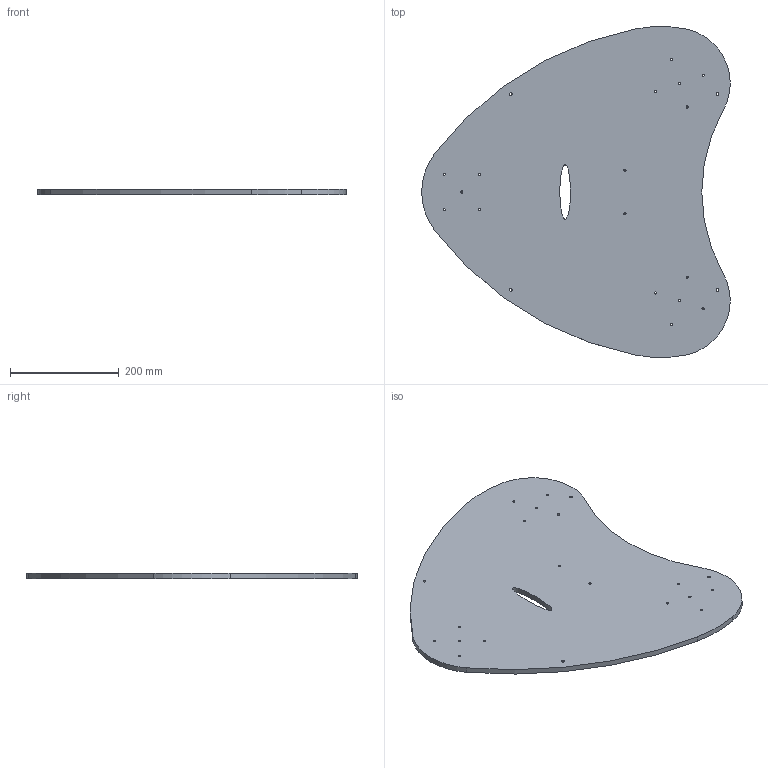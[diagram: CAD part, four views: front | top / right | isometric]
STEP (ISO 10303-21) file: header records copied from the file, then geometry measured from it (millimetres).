
FILE_DESCRIPTION(('FreeCAD Model'),'2;1');
FILE_NAME( 'Base-New.stp', '2016-06-29T18:51:08',('Author'),(''), 'Open CASCADE STEP processor 6.8','FreeCAD','Unknown');
FILE_SCHEMA(('AUTOMOTIVE_DESIGN_CC2 { 1 2 10303 214 -1 1 5 4 }'));
Length unit declared in the file: millimetre
Products named in the file (2): ASSEMBLY; Pad
Assembly tree (1 placements, depth 2):
  ASSEMBLY
    Pad
Bounding box: 567.2 x 607.8 x 10 mm (x, y, z)
Volume: 2489923.7 mm3; surface area: 522089.1 mm2
Topology: 1 solids, 1 shells, 32 faces, 90 edges, 60 vertices
Faces by surface type: cylinder 29, plane 2, extrusion 1
Full cylindrical faces by diameter (mm): 4 x17, 5 x4
Entity records: 2554 total; most frequent: CARTESIAN_POINT 724, DIRECTION 339, ORIENTED_EDGE 180, PCURVE 180, DEFINITIONAL_REPRESENTATION 180, VECTOR 151, LINE 150, AXIS2_PLACEMENT_3D 94
